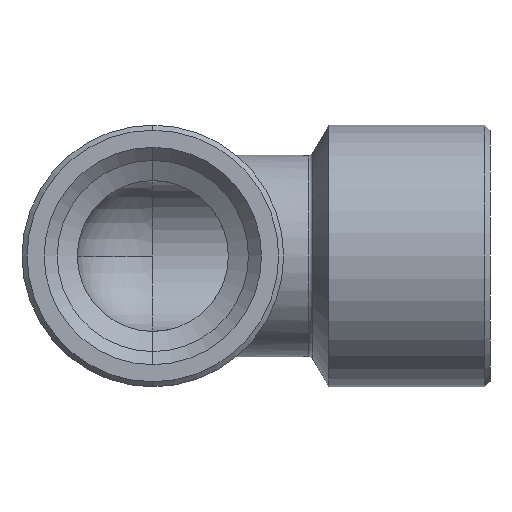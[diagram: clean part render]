
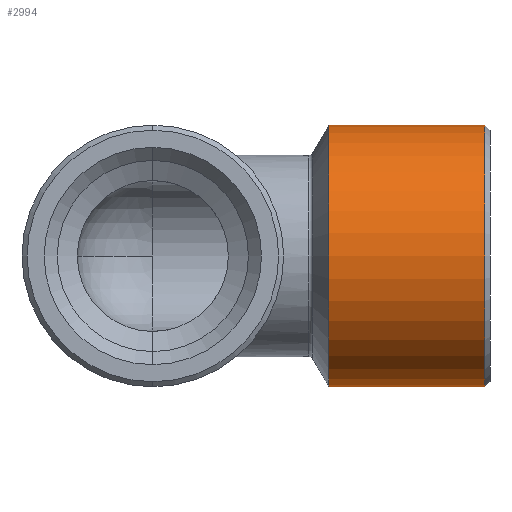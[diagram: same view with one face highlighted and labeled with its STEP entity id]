
A CAD part, front view. The second image highlights one B-rep face of the part: STEP entity #2994.
In plain terms, the highlighted cylindrical face has radius 13 mm (diameter 26 mm), a partial arc.
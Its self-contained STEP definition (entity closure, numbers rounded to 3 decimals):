
#142 = VERTEX_POINT ( 'NONE', #859 ) ;
#144 = VERTEX_POINT ( 'NONE', #858 ) ;
#157 = EDGE_CURVE ( 'NONE', #436, #142, #891, .T. ) ;
#172 = EDGE_CURVE ( 'NONE', #144, #539, #883, .T. ) ;
#436 = VERTEX_POINT ( 'NONE', #978 ) ;
#539 = VERTEX_POINT ( 'NONE', #1200 ) ;
#858 = CARTESIAN_POINT ( 'NONE',  ( 33., 0., 13. ) ) ;
#859 = CARTESIAN_POINT ( 'NONE',  ( 17.5, 0., -13. ) ) ;
#880 = DIRECTION ( 'NONE',  ( -1., 0., 0. ) ) ;
#881 = VECTOR ( 'NONE', #880, 1000. ) ;
#882 = CARTESIAN_POINT ( 'NONE',  ( -9.788, 0., 13. ) ) ;
#883 = LINE ( 'NONE', #882, #881 ) ;
#888 = DIRECTION ( 'NONE',  ( -1., 0., 0. ) ) ;
#889 = VECTOR ( 'NONE', #888, 1000. ) ;
#890 = CARTESIAN_POINT ( 'NONE',  ( -9.788, 0., -13. ) ) ;
#891 = LINE ( 'NONE', #890, #889 ) ;
#978 = CARTESIAN_POINT ( 'NONE',  ( 33., 0., -13. ) ) ;
#1200 = CARTESIAN_POINT ( 'NONE',  ( 17.5, 0., 13. ) ) ;
#2150 = CARTESIAN_POINT ( 'NONE',  ( 33., 0., 0. ) ) ;
#2151 = DIRECTION ( 'NONE',  ( 0., 0., 1. ) ) ;
#2152 = DIRECTION ( 'NONE',  ( -1., 0., 0. ) ) ;
#2153 = AXIS2_PLACEMENT_3D ( 'NONE', #2154, #2152, #2151 ) ;
#2154 = CARTESIAN_POINT ( 'NONE',  ( -9.788, 0., 0. ) ) ;
#2155 = CYLINDRICAL_SURFACE ( 'NONE', #2153, 13. ) ;
#2156 = FACE_OUTER_BOUND ( 'NONE', #3000, .T. ) ;
#2157 = DIRECTION ( 'NONE',  ( 0., 0., 1. ) ) ;
#2158 = DIRECTION ( 'NONE',  ( -1., 0., 0. ) ) ;
#2159 = CARTESIAN_POINT ( 'NONE',  ( 17.5, 0., 0. ) ) ;
#2160 = AXIS2_PLACEMENT_3D ( 'NONE', #2159, #2158, #2157 ) ;
#2164 = CIRCLE ( 'NONE', #2160, 13. ) ;
#2201 = DIRECTION ( 'NONE',  ( 0., 0., 1. ) ) ;
#2202 = DIRECTION ( 'NONE',  ( -1., 0., 0. ) ) ;
#2203 = AXIS2_PLACEMENT_3D ( 'NONE', #2150, #2202, #2201 ) ;
#2204 = CIRCLE ( 'NONE', #2203, 13. ) ;
#2989 = ORIENTED_EDGE ( 'NONE', *, *, #2991, .F. ) ;
#2991 = EDGE_CURVE ( 'NONE', #142, #539, #2164, .T. ) ;
#2994 = ADVANCED_FACE ( 'NONE', ( #2156 ), #2155, .T. ) ;
#2995 = EDGE_CURVE ( 'NONE', #436, #144, #2204, .T. ) ;
#2996 = ORIENTED_EDGE ( 'NONE', *, *, #157, .F. ) ;
#2998 = ORIENTED_EDGE ( 'NONE', *, *, #2995, .T. ) ;
#2999 = ORIENTED_EDGE ( 'NONE', *, *, #172, .T. ) ;
#3000 = EDGE_LOOP ( 'NONE', ( #2996, #2998, #2999, #2989 ) ) ;
